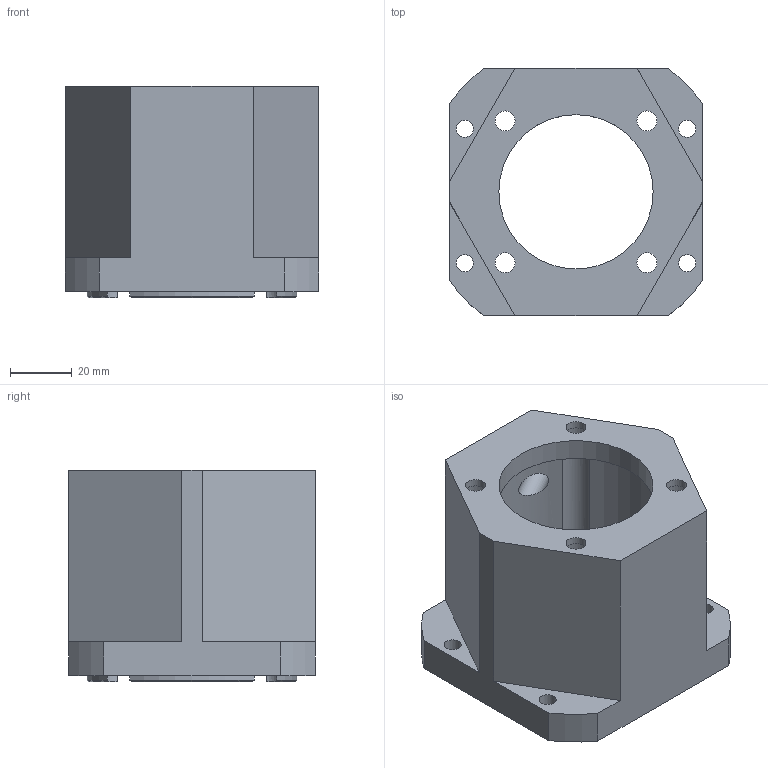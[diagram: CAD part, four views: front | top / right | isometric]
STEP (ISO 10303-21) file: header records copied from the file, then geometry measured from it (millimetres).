
FILE_DESCRIPTION((''),'2;1');
FILE_NAME('AXC80-Z-Adapter-MP80.stp','2011-03-25T11:57:17',('01136'),(''),'Autodesk Inventor 2011','Autodesk Inventor 2011','');
FILE_SCHEMA(('AUTOMOTIVE_DESIGN { 1 0 10303 214 1 1 1 1 }'));
Length unit declared in the file: millimetre
Products named in the file (1): AXC80-Z-Adapter-MP80
Bounding box: 82 x 80 x 68.5 mm (x, y, z)
Volume: 146417.8 mm3; surface area: 44138.1 mm2
Topology: 1 solids, 1 shells, 53 faces, 155 edges, 105 vertices
Faces by surface type: cylinder 26, plane 23, cone 4
Full cylindrical faces by diameter (mm): 5.5 x4, 6.5 x4, 8 x1, 10.5 x4, 50 x1
Entity records: 1754 total; most frequent: CARTESIAN_POINT 343, DIRECTION 298, ORIENTED_EDGE 264, EDGE_CURVE 132, AXIS2_PLACEMENT_3D 121, VERTEX_POINT 96, EDGE_LOOP 88, CIRCLE 67
